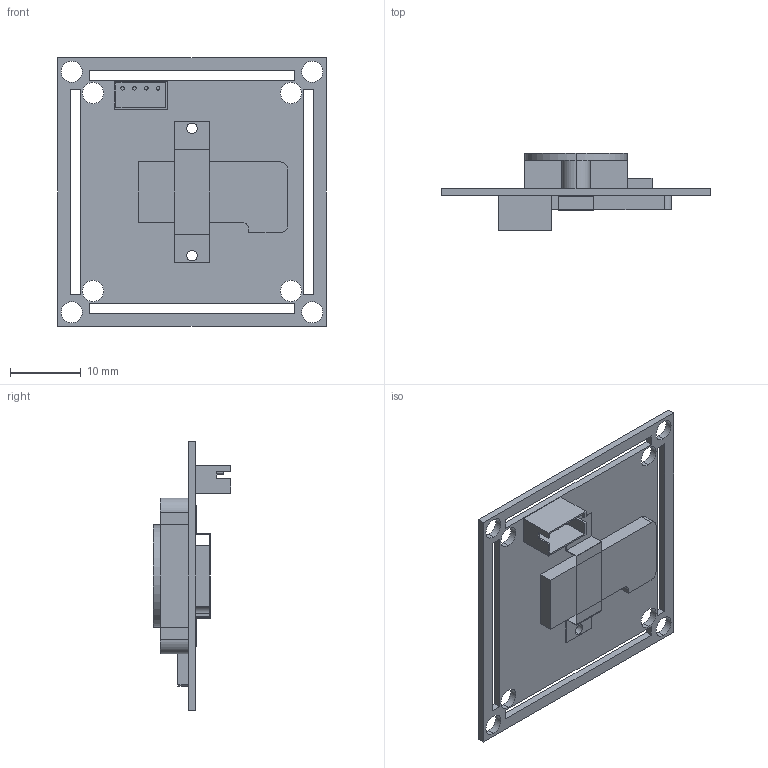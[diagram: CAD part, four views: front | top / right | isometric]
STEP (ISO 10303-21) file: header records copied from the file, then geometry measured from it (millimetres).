
FILE_DESCRIPTION (( 'STEP AP203' ), '1' );
FILE_NAME ('B0197-1.STEP', '2020-06-24T07:22:53', ( 'arducam007' ), ( '' ), 'SwSTEP 2.0', 'SolidWorks 2018', '' );
FILE_SCHEMA (( 'CONFIG_CONTROL_DESIGN' ));
Length unit declared in the file: millimetre
Products named in the file (1): B0197-1
Bounding box: 38 x 11 x 38 mm (x, y, z)
Volume: 2485.9 mm3; surface area: 4004.2 mm2
Topology: 3 solids, 3 shells, 173 faces, 432 edges, 286 vertices
Faces by surface type: plane 103, cylinder 68, torus 2
Entity records: 5319 total; most frequent: DIRECTION 924, CARTESIAN_POINT 892, ORIENTED_EDGE 864, EDGE_CURVE 432, AXIS2_PLACEMENT_3D 318, VECTOR 288, LINE 288, VERTEX_POINT 286
